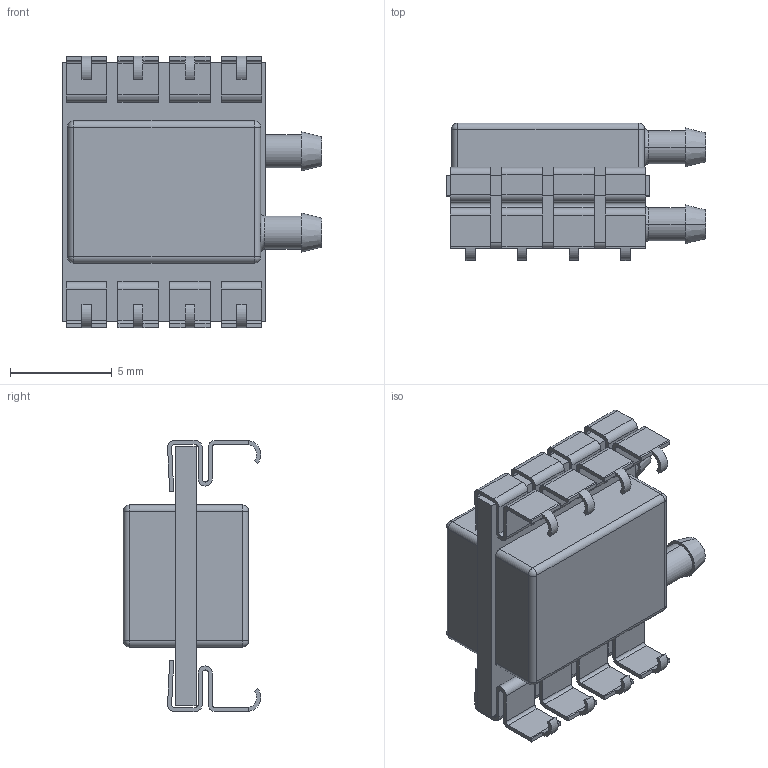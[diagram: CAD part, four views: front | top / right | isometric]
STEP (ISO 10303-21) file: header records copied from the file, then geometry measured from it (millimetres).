
FILE_DESCRIPTION (( 'STEP AP214' ), '1' );
FILE_NAME ('User Library-HSCMRRxxxxxxxx.STEP', '2017-01-30T14:50:24', ( 'Windows User' ), ( '' ), 'SwSTEP 2.0', 'SolidWorks 2017', '' );
FILE_SCHEMA (( 'AUTOMOTIVE_DESIGN' ));
Length unit declared in the file: millimetre
Products named in the file (1): User Library-HSCMRRxxxxxxxx
Bounding box: 12.75 x 6.76 x 13.35 mm (x, y, z)
Volume: 508.9 mm3; surface area: 876.8 mm2
Topology: 9 solids, 9 shells, 288 faces, 768 edges, 496 vertices
Faces by surface type: plane 168, cylinder 104, sphere 8, torus 4, cone 4
Entity records: 12202 total; most frequent: DIRECTION 1598, CARTESIAN_POINT 1545, ORIENTED_EDGE 1520, EDGE_CURVE 760, AXIS2_PLACEMENT_3D 549, LINE 500, VECTOR 500, VERTEX_POINT 496
